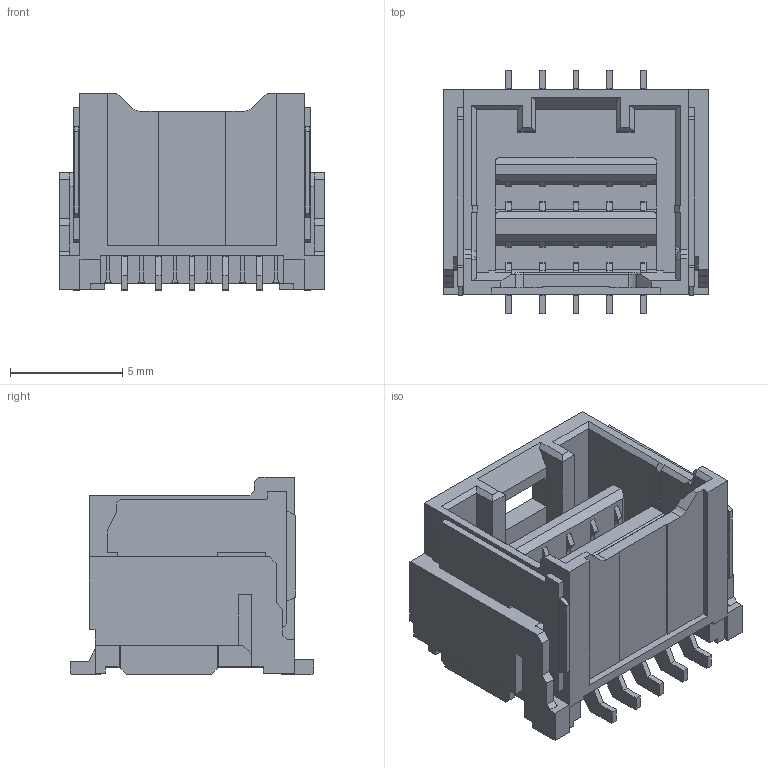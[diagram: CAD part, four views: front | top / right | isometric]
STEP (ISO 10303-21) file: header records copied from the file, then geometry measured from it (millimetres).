
FILE_DESCRIPTION((''),'2;1');
FILE_NAME('5054061060','2016-03-14T',('me'),(''),'PRO/ENGINEER BY PARAMETRIC TECHNOLOGY CORPORATION, 2012310','PRO/ENGINEER BY PARAMETRIC TECHNOLOGY CORPORATION, 2012310','');
FILE_SCHEMA(('CONFIG_CONTROL_DESIGN'));
Length unit declared in the file: millimetre
Products named in the file (1): 5054061060
Bounding box: 11.8 x 10.85 x 8.82 mm (x, y, z)
Volume: 465.2 mm3; surface area: 1021.8 mm2
Topology: 1 solids, 1 shells, 597 faces, 1779 edges, 1192 vertices
Faces by surface type: plane 536, cylinder 59, cone 2
Entity records: 19716 total; most frequent: CARTESIAN_POINT 3601, ORIENTED_EDGE 3462, DIRECTION 3069, EDGE_CURVE 1731, VECTOR 1657, LINE 1657, VERTEX_POINT 1144, AXIS2_PLACEMENT_3D 706
